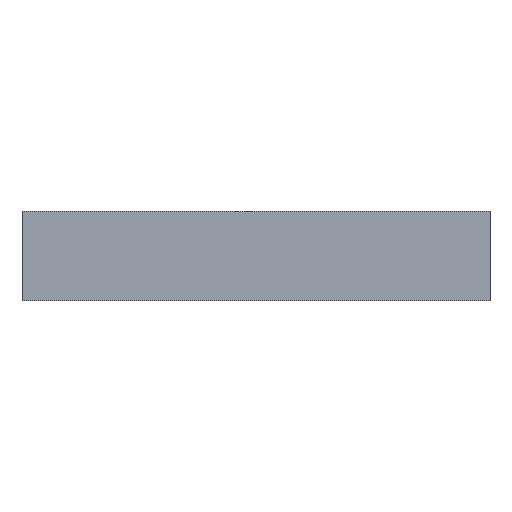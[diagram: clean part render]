
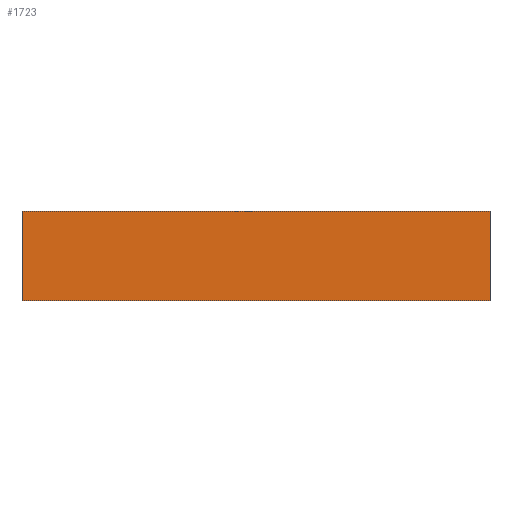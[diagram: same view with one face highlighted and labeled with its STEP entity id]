
A CAD part, left-side view. The second image highlights one B-rep face of the part: STEP entity #1723.
In plain terms, the highlighted planar face has unit normal (-1, 0, 0).
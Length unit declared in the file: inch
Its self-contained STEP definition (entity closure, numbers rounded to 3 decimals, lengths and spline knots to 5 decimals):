
#112 = AXIS2_PLACEMENT_3D ( 'NONE', #134, #1045, #462 ) ;
#134 = CARTESIAN_POINT ( 'NONE',  ( -1., 8.93, -1. ) ) ;
#218 = EDGE_CURVE ( 'NONE', #2156, #946, #2802, .T. ) ;
#276 = EDGE_CURVE ( 'NONE', #2731, #2641, #2287, .T. ) ;
#299 = VECTOR ( 'NONE', #2274, 39.37008 ) ;
#328 = EDGE_CURVE ( 'NONE', #2641, #946, #2529, .T. ) ;
#385 = EDGE_LOOP ( 'NONE', ( #2093, #2430, #1071, #917 ) ) ;
#429 = VECTOR ( 'NONE', #2302, 39.37008 ) ;
#462 = DIRECTION ( 'NONE',  ( 0., 0., 1. ) ) ;
#619 = CARTESIAN_POINT ( 'NONE',  ( -1., 8.93, -1. ) ) ;
#636 = CARTESIAN_POINT ( 'NONE',  ( -1., 3.68, 0. ) ) ;
#804 = VECTOR ( 'NONE', #2116, 39.37008 ) ;
#917 = ORIENTED_EDGE ( 'NONE', *, *, #218, .T. ) ;
#946 = VERTEX_POINT ( 'NONE', #636 ) ;
#1045 = DIRECTION ( 'NONE',  ( -1., 0., 0. ) ) ;
#1050 = CARTESIAN_POINT ( 'NONE',  ( -1., 3.68, -1. ) ) ;
#1071 = ORIENTED_EDGE ( 'NONE', *, *, #1495, .T. ) ;
#1134 = VECTOR ( 'NONE', #2575, 39.37008 ) ;
#1252 = PLANE ( 'NONE',  #112 ) ;
#1272 = CARTESIAN_POINT ( 'NONE',  ( -1., 8.93, 0. ) ) ;
#1353 = CARTESIAN_POINT ( 'NONE',  ( -1., 8.93, 0. ) ) ;
#1495 = EDGE_CURVE ( 'NONE', #2731, #2156, #1979, .T. ) ;
#1723 = ADVANCED_FACE ( 'NONE', ( #2432 ), #1252, .T. ) ;
#1872 = CARTESIAN_POINT ( 'NONE',  ( -1., 8.93, -1. ) ) ;
#1979 = LINE ( 'NONE', #619, #299 ) ;
#2054 = CARTESIAN_POINT ( 'NONE',  ( -1., 8.93, -1. ) ) ;
#2093 = ORIENTED_EDGE ( 'NONE', *, *, #328, .F. ) ;
#2116 = DIRECTION ( 'NONE',  ( 0., 0., 1. ) ) ;
#2156 = VERTEX_POINT ( 'NONE', #1050 ) ;
#2274 = DIRECTION ( 'NONE',  ( 0., -1., 0. ) ) ;
#2287 = LINE ( 'NONE', #2054, #804 ) ;
#2302 = DIRECTION ( 'NONE',  ( 0., -1., 0. ) ) ;
#2430 = ORIENTED_EDGE ( 'NONE', *, *, #276, .F. ) ;
#2432 = FACE_OUTER_BOUND ( 'NONE', #385, .T. ) ;
#2513 = CARTESIAN_POINT ( 'NONE',  ( -1., 3.68, -1. ) ) ;
#2529 = LINE ( 'NONE', #1353, #429 ) ;
#2575 = DIRECTION ( 'NONE',  ( 0., 0., 1. ) ) ;
#2641 = VERTEX_POINT ( 'NONE', #1272 ) ;
#2731 = VERTEX_POINT ( 'NONE', #1872 ) ;
#2802 = LINE ( 'NONE', #2513, #1134 ) ;
